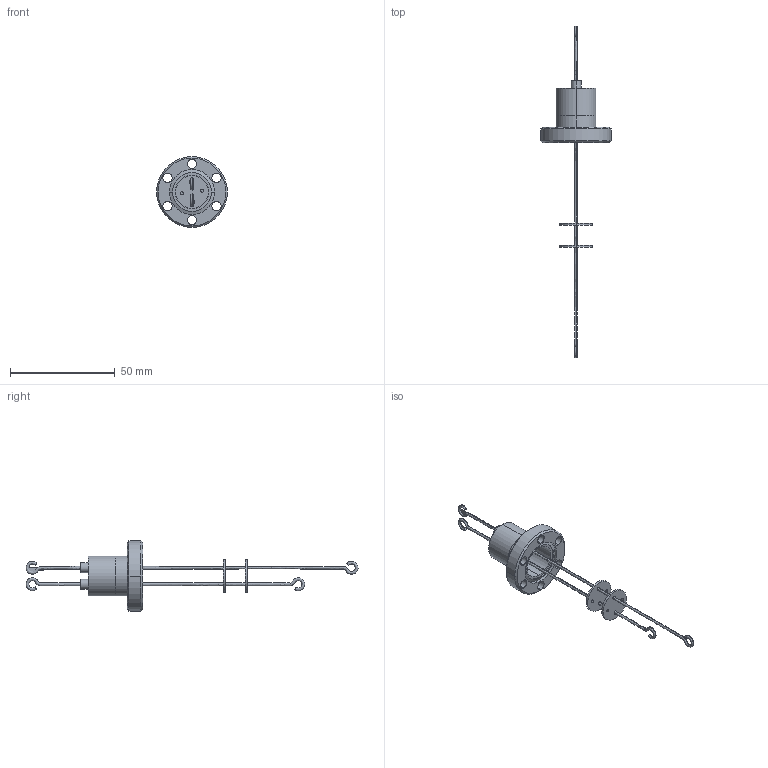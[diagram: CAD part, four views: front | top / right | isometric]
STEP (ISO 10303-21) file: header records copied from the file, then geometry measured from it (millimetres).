
FILE_DESCRIPTION (( 'STEP AP203' ), '1' );
FILE_NAME ('A0399-1-CF.STEP', '2011-10-04T20:25:13', ( '' ), ( '' ), 'SwSTEP 2.0', 'SolidWorks 2011', '' );
FILE_SCHEMA (( 'CONFIG_CONTROL_DESIGN' ));
Length unit declared in the file: inch
Products named in the file (1): A0399-1-CF
Bounding box: 33.78 x 158.29 x 33.78 mm (x, y, z)
Volume: 6744.3 mm3; surface area: 8293 mm2
Topology: 1 solids, 1 shells, 129 faces, 337 edges, 222 vertices
Faces by surface type: cylinder 75, plane 25, cone 16, bspline 13
Entity records: 12097 total; most frequent: CARTESIAN_POINT 8812, ORIENTED_EDGE 674, DIRECTION 669, EDGE_CURVE 337, AXIS2_PLACEMENT_3D 293, VERTEX_POINT 222, EDGE_LOOP 177, CIRCLE 176
